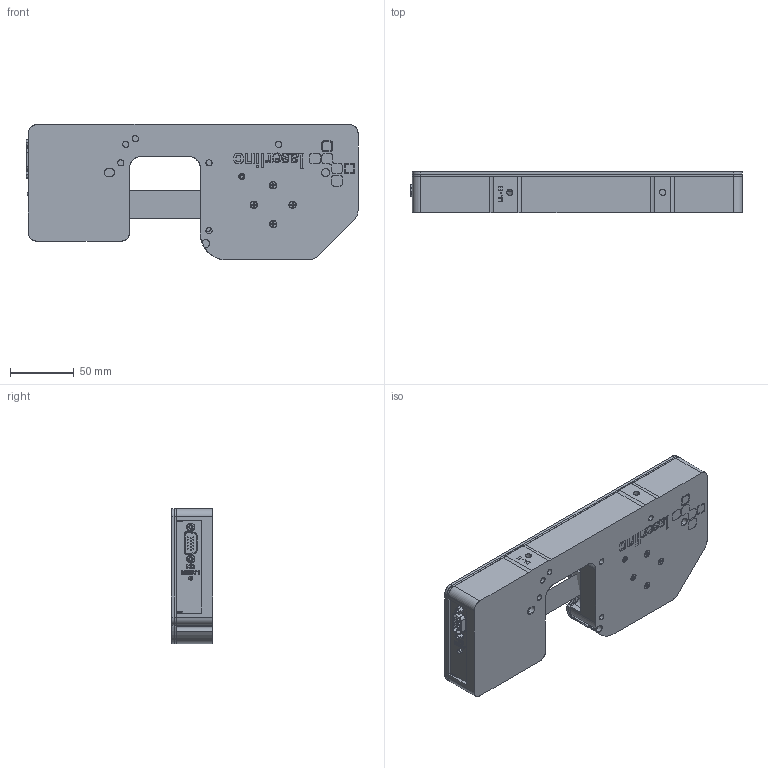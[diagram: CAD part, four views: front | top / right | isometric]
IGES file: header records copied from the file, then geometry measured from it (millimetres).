
Start section: SolidWorks IGES file using analytic representation for surfaces
Global section: file name: 00122-01 TLAser122 Single-Axis Micrometer.IGS; native system: SolidWorks 2012; preprocessor: SolidWorks 2012; author: Mark; date: 120720.101959; units: inch
Bounding box: 261 x 32.45 x 106.68 mm (x, y, z)
Surface area: 135683.5 mm2 (no closed solid volume)
Topology: 0 solids, 0 shells, 774 faces, 13938 edges, 13914 vertices
Faces by surface type: bspline 457, revolution 317
